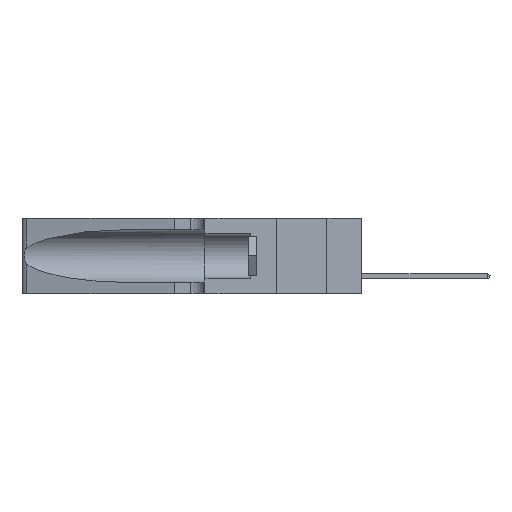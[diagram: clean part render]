
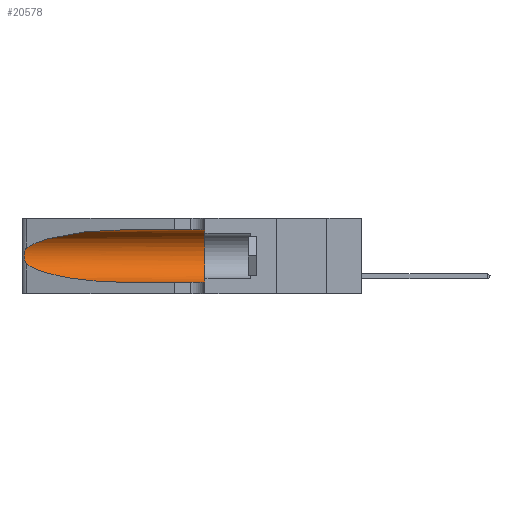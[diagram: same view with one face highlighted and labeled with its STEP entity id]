
A CAD part, left-side view. The second image highlights one B-rep face of the part: STEP entity #20578.
In plain terms, the highlighted cylindrical face has radius 3.308 mm (diameter 6.617 mm), a partial arc.
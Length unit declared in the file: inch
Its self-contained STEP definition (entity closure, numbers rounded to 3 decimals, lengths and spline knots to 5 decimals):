
#615 = EDGE_CURVE ( 'NONE', #12023, #49189, #22081, .T. ) ;
#1412 = CARTESIAN_POINT ( 'NONE',  ( 0.25487, 1.22718, 0.14631 ) ) ;
#2099 = CARTESIAN_POINT ( 'NONE',  ( 0.26075, 1.23896, 0.19203 ) ) ;
#2276 = CARTESIAN_POINT ( 'NONE',  ( 0.25639, 1.23184, 0.21858 ) ) ;
#3181 = DIRECTION ( 'NONE',  ( 0., 0., 1. ) ) ;
#4221 = CYLINDRICAL_SURFACE ( 'NONE', #11874, 0.13025 ) ;
#6059 = DIRECTION ( 'NONE',  ( 0., -1., 0. ) ) ;
#10001 = EDGE_CURVE ( 'NONE', #23095, #12023, #25261, .T. ) ;
#10079 = CARTESIAN_POINT ( 'NONE',  ( 0.1305, 0.35, 0.31525 ) ) ;
#10265 = CARTESIAN_POINT ( 'NONE',  ( 0.26075, 1.23896, 0.178 ) ) ;
#10910 = DIRECTION ( 'NONE',  ( 0., -1., 0. ) ) ;
#11808 = EDGE_CURVE ( 'NONE', #23095, #32344, #46158, .T. ) ;
#11874 = AXIS2_PLACEMENT_3D ( 'NONE', #17431, #21846, #25910 ) ;
#12023 = VERTEX_POINT ( 'NONE', #10079 ) ;
#13047 = CARTESIAN_POINT ( 'NONE',  ( 0.2373, 1.15595, 0.28018 ) ) ;
#13685 = ORIENTED_EDGE ( 'NONE', *, *, #11808, .T. ) ;
#14300 = CARTESIAN_POINT ( 'NONE',  ( 0.25856, 1.23593, 0.16098 ) ) ;
#14698 =( BOUNDED_CURVE ( )  B_SPLINE_CURVE ( 3, ( #1412, #22755, #47054, #30560 ),
 .UNSPECIFIED., .F., .T. ) 
 B_SPLINE_CURVE_WITH_KNOTS ( ( 4, 4 ),
 ( 3.44316, 4.71239 ),
 .UNSPECIFIED. ) 
 CURVE ( )  GEOMETRIC_REPRESENTATION_ITEM ( )  RATIONAL_B_SPLINE_CURVE ( ( 1., 0.87, 0.87, 1. ) ) 
 REPRESENTATION_ITEM ( '' )  );
#14884 = EDGE_CURVE ( 'NONE', #32344, #32350, #33423, .T. ) ;
#15016 = DIRECTION ( 'NONE',  ( 0., 1., 0. ) ) ;
#16027 = LINE ( 'NONE', #26604, #49530 ) ;
#16094 = ORIENTED_EDGE ( 'NONE', *, *, #10001, .F. ) ;
#16298 = EDGE_CURVE ( 'NONE', #32350, #38152, #14698, .T. ) ;
#16442 = EDGE_LOOP ( 'NONE', ( #13685, #34711, #17720, #34003, #31280, #16094 ) ) ;
#17431 = CARTESIAN_POINT ( 'NONE',  ( 0.1305, 1.61858, 0.185 ) ) ;
#17656 = CARTESIAN_POINT ( 'NONE',  ( 0.25789, 1.23486, 0.15765 ) ) ;
#17720 = ORIENTED_EDGE ( 'NONE', *, *, #16298, .T. ) ;
#20578 = ADVANCED_FACE ( 'NONE', ( #33827 ), #4221, .F. ) ;
#20853 = CARTESIAN_POINT ( 'NONE',  ( 0.18966, 0.96281, 0.31525 ) ) ;
#21846 = DIRECTION ( 'NONE',  ( 0., -1., 0. ) ) ;
#22080 = CARTESIAN_POINT ( 'NONE',  ( 0.25639, 1.23186, 0.15144 ) ) ;
#22081 = CIRCLE ( 'NONE', #35035, 0.13025 ) ;
#22755 = CARTESIAN_POINT ( 'NONE',  ( 0.2373, 1.15595, 0.08982 ) ) ;
#23095 = VERTEX_POINT ( 'NONE', #29717 ) ;
#25261 = LINE ( 'NONE', #46405, #49968 ) ;
#25910 = DIRECTION ( 'NONE',  ( 0., 0., -1. ) ) ;
#25952 = CARTESIAN_POINT ( 'NONE',  ( 0.25487, 1.22718, 0.14631 ) ) ;
#26604 = CARTESIAN_POINT ( 'NONE',  ( 0.1305, 1.61858, 0.05475 ) ) ;
#29717 = CARTESIAN_POINT ( 'NONE',  ( 0.1305, 0.72297, 0.31525 ) ) ;
#30233 = CARTESIAN_POINT ( 'NONE',  ( 0.25487, 1.22718, 0.14631 ) ) ;
#30560 = CARTESIAN_POINT ( 'NONE',  ( 0.1305, 0.72297, 0.05475 ) ) ;
#31280 = ORIENTED_EDGE ( 'NONE', *, *, #615, .F. ) ;
#32344 = VERTEX_POINT ( 'NONE', #38185 ) ;
#32350 = VERTEX_POINT ( 'NONE', #30233 ) ;
#33205 = CARTESIAN_POINT ( 'NONE',  ( 0.25487, 1.22718, 0.22369 ) ) ;
#33423 = B_SPLINE_CURVE_WITH_KNOTS ( 'NONE', 3,
 ( #33205, #37660, #2276, #38374, #38018, #46009, #2099, #10265, #50054, #14300, #17656, #22080, #37836, #25952 ),
 .UNSPECIFIED., .F., .F.,
 ( 4, 2, 2, 2, 2, 2, 4 ),
 ( 0., 0.00027, 0.00053, 0.00107, 0.0016, 0.00187, 0.00214 ),
 .UNSPECIFIED. ) ;
#33827 = FACE_OUTER_BOUND ( 'NONE', #16442, .T. ) ;
#34003 = ORIENTED_EDGE ( 'NONE', *, *, #44229, .T. ) ;
#34711 = ORIENTED_EDGE ( 'NONE', *, *, #14884, .T. ) ;
#35035 = AXIS2_PLACEMENT_3D ( 'NONE', #47629, #15016, #3181 ) ;
#37316 = CARTESIAN_POINT ( 'NONE',  ( 0.1305, 0.72297, 0.31525 ) ) ;
#37660 = CARTESIAN_POINT ( 'NONE',  ( 0.25555, 1.22994, 0.2215 ) ) ;
#37836 = CARTESIAN_POINT ( 'NONE',  ( 0.25555, 1.22993, 0.14849 ) ) ;
#38018 = CARTESIAN_POINT ( 'NONE',  ( 0.25854, 1.2359, 0.20912 ) ) ;
#38152 = VERTEX_POINT ( 'NONE', #41694 ) ;
#38185 = CARTESIAN_POINT ( 'NONE',  ( 0.25487, 1.22718, 0.22369 ) ) ;
#38374 = CARTESIAN_POINT ( 'NONE',  ( 0.25787, 1.23484, 0.2124 ) ) ;
#41694 = CARTESIAN_POINT ( 'NONE',  ( 0.1305, 0.72297, 0.05475 ) ) ;
#43632 = CARTESIAN_POINT ( 'NONE',  ( 0.1305, 0.35, 0.05475 ) ) ;
#44229 = EDGE_CURVE ( 'NONE', #38152, #49189, #16027, .T. ) ;
#46009 = CARTESIAN_POINT ( 'NONE',  ( 0.26018, 1.23835, 0.19895 ) ) ;
#46158 =( BOUNDED_CURVE ( )  B_SPLINE_CURVE ( 3, ( #37316, #20853, #13047, #49192 ),
 .UNSPECIFIED., .F., .T. ) 
 B_SPLINE_CURVE_WITH_KNOTS ( ( 4, 4 ),
 ( 1.5708, 2.84003 ),
 .UNSPECIFIED. ) 
 CURVE ( )  GEOMETRIC_REPRESENTATION_ITEM ( )  RATIONAL_B_SPLINE_CURVE ( ( 1., 0.87, 0.87, 1. ) ) 
 REPRESENTATION_ITEM ( '' )  );
#46405 = CARTESIAN_POINT ( 'NONE',  ( 0.1305, 1.61858, 0.31525 ) ) ;
#47054 = CARTESIAN_POINT ( 'NONE',  ( 0.18966, 0.96281, 0.05475 ) ) ;
#47629 = CARTESIAN_POINT ( 'NONE',  ( 0.1305, 0.35, 0.185 ) ) ;
#49189 = VERTEX_POINT ( 'NONE', #43632 ) ;
#49192 = CARTESIAN_POINT ( 'NONE',  ( 0.25487, 1.22718, 0.22369 ) ) ;
#49530 = VECTOR ( 'NONE', #10910, 39.37008 ) ;
#49968 = VECTOR ( 'NONE', #6059, 39.37008 ) ;
#50054 = CARTESIAN_POINT ( 'NONE',  ( 0.26017, 1.23833, 0.17102 ) ) ;
